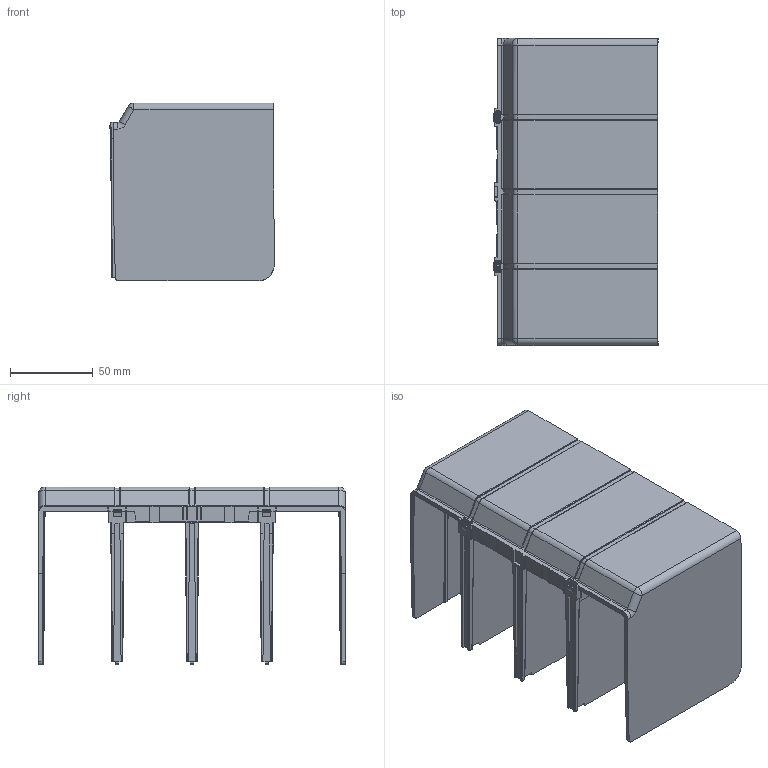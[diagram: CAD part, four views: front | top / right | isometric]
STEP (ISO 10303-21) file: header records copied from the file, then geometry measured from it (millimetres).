
FILE_DESCRIPTION(/* description */ (''),/* implementation_level */ '2;1');
FILE_NAME(/* name */ 'FILE_STP_CAD_DRAWING_3D_BFX846_prt.stp',/* time_stamp */ '2023-03-03T13:38:34+01:00',/* author */ (''),/* organization */ (''),/* preprocessor_version */ 'ST-DEVELOPER v16.7',/* originating_system */ 'SIEMENS PLM Software NX 12.0',/* authorisation */ '');
FILE_SCHEMA (('AUTOMOTIVE_DESIGN { 1 0 10303 214 3 1 1 1 }'));
Length unit declared in the file: millimetre
Products named in the file (1): 3D_BFX846
Bounding box: 99.12 x 185 x 107.3 mm (x, y, z)
Surface area: 145943 mm2 (no closed solid volume)
Topology: 0 solids, 1 shells, 459 faces, 1221 edges, 736 vertices
Faces by surface type: plane 185, cylinder 178, bspline 66, sphere 22, torus 8
Entity records: 14820 total; most frequent: CARTESIAN_POINT 3870, ORIENTED_EDGE 2363, DIRECTION 2200, EDGE_CURVE 1199, AXIS2_PLACEMENT_3D 752, VERTEX_POINT 735, LINE 696, VECTOR 696
